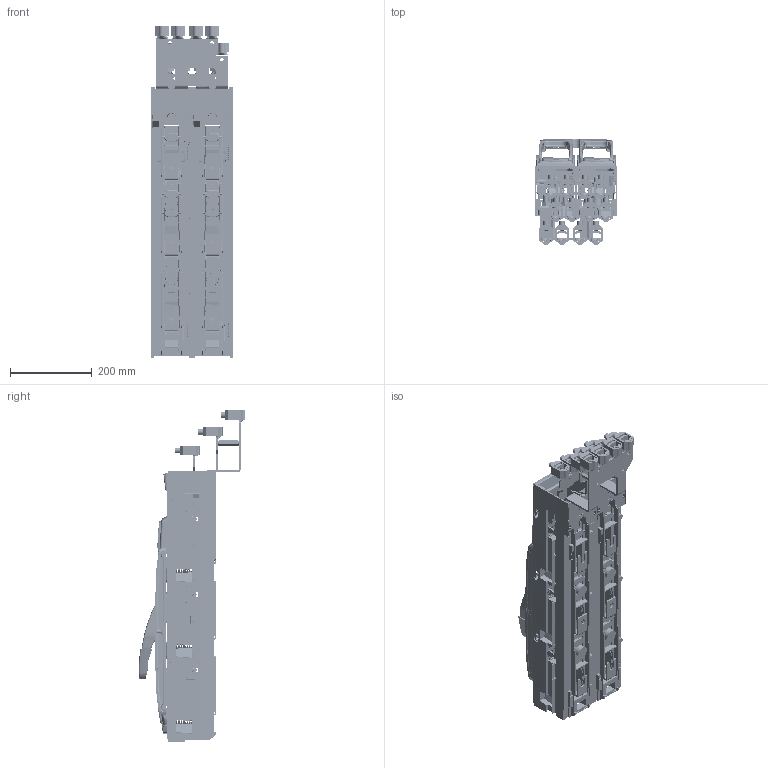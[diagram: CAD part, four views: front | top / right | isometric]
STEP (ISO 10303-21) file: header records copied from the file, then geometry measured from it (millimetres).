
FILE_DESCRIPTION((''),'2;1');
FILE_NAME('1SEP620014R3000','2022-08-11T10:26:13',('XYS'),(''),'CREO PARAMETRIC BY PTC INC, 2016390','CREO PARAMETRIC BY PTC INC, 2016390','');
FILE_SCHEMA(('CONFIG_CONTROL_DESIGN'));
Products named in the file (1): 1SEP620014R3000
Bounding box: 199.01 x 259.45 x 811.44 mm (x, y, z)
Surface area: 1406851.4 mm2 (no closed solid volume)
Topology: 0 solids, 138 shells, 5386 faces, 25455 edges, 19750 vertices
Faces by surface type: plane 2766, cylinder 1211, bspline 923, cone 210, torus 180, extrusion 50, sphere 46
Entity records: 311543 total; most frequent: CARTESIAN_POINT 129979, ORIENTED_EDGE 37694, DIRECTION 29057, EDGE_CURVE 25397, VERTEX_POINT 19750, VECTOR 14565, LINE 14515, B_SPLINE_CURVE_WITH_KNOTS 8099
